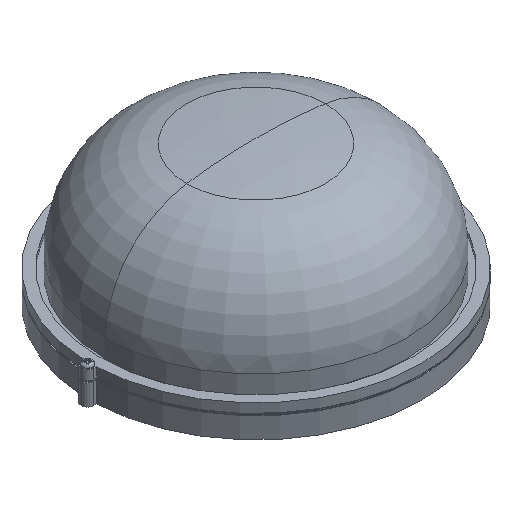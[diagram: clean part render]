
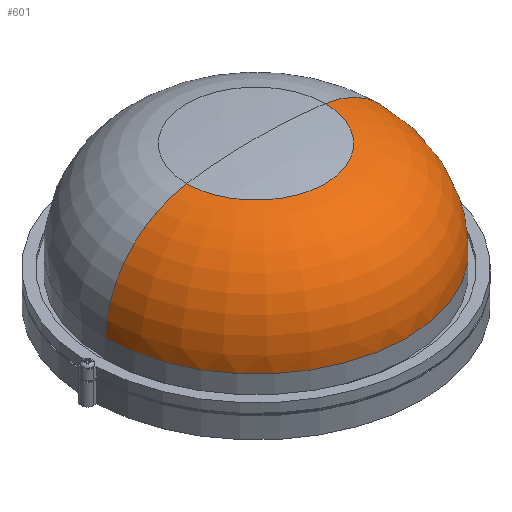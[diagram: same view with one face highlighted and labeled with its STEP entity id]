
A CAD part, isometric view. The second image highlights one B-rep face of the part: STEP entity #601.
In plain terms, the highlighted toroidal (fillet/blend) face has major radius 40.27 mm and minor radius 67.231 mm.
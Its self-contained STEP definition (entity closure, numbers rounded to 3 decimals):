
#1 = CARTESIAN_POINT ( 'NONE',  ( 40.269, 0., 33. ) ) ;
#6 = VERTEX_POINT ( 'NONE', #1315 ) ;
#16 = DIRECTION ( 'NONE',  ( 0., 0., -1. ) ) ;
#31 = CARTESIAN_POINT ( 'NONE',  ( 0., 0., 33. ) ) ;
#36 = CIRCLE ( 'NONE', #1741, 107.5 ) ;
#104 = CIRCLE ( 'NONE', #1939, 67.231 ) ;
#270 = ORIENTED_EDGE ( 'NONE', *, *, #1622, .T. ) ;
#274 = DIRECTION ( 'NONE',  ( -1., 0., 0. ) ) ;
#307 = DIRECTION ( 'NONE',  ( -1., 0., 0. ) ) ;
#498 = VERTEX_POINT ( 'NONE', #3180 ) ;
#509 = ORIENTED_EDGE ( 'NONE', *, *, #3314, .F. ) ;
#574 = AXIS2_PLACEMENT_3D ( 'NONE', #1931, #1152, #2202 ) ;
#601 = ADVANCED_FACE ( 'NONE', ( #1896 ), #2607, .T. ) ;
#770 = AXIS2_PLACEMENT_3D ( 'NONE', #2744, #1160, #2992 ) ;
#1152 = DIRECTION ( 'NONE',  ( 0., 0., -1. ) ) ;
#1160 = DIRECTION ( 'NONE',  ( 0., 0., -1. ) ) ;
#1295 = CARTESIAN_POINT ( 'NONE',  ( -49.473, 0., 99.598 ) ) ;
#1315 = CARTESIAN_POINT ( 'NONE',  ( 49.473, 0., 99.598 ) ) ;
#1387 = ORIENTED_EDGE ( 'NONE', *, *, #2841, .T. ) ;
#1572 = DIRECTION ( 'NONE',  ( 0., -1., 0. ) ) ;
#1622 = EDGE_CURVE ( 'NONE', #6, #1876, #1709, .T. ) ;
#1668 = ORIENTED_EDGE ( 'NONE', *, *, #1936, .F. ) ;
#1709 = CIRCLE ( 'NONE', #770, 49.473 ) ;
#1741 = AXIS2_PLACEMENT_3D ( 'NONE', #31, #1841, #307 ) ;
#1811 = DIRECTION ( 'NONE',  ( 0., 1., 0. ) ) ;
#1841 = DIRECTION ( 'NONE',  ( 0., 0., -1. ) ) ;
#1876 = VERTEX_POINT ( 'NONE', #1295 ) ;
#1896 = FACE_OUTER_BOUND ( 'NONE', #3201, .T. ) ;
#1931 = CARTESIAN_POINT ( 'NONE',  ( 0., 0., 33. ) ) ;
#1936 = EDGE_CURVE ( 'NONE', #2740, #498, #36, .T. ) ;
#1939 = AXIS2_PLACEMENT_3D ( 'NONE', #1, #1811, #274 ) ;
#2076 = AXIS2_PLACEMENT_3D ( 'NONE', #3133, #1572, #16 ) ;
#2184 = CIRCLE ( 'NONE', #2076, 67.231 ) ;
#2202 = DIRECTION ( 'NONE',  ( -1., 0., 0. ) ) ;
#2247 = CARTESIAN_POINT ( 'NONE',  ( 107.5, 0., 33. ) ) ;
#2607 = TOROIDAL_SURFACE ( 'NONE', #574, 40.269, 67.231 ) ;
#2740 = VERTEX_POINT ( 'NONE', #2247 ) ;
#2744 = CARTESIAN_POINT ( 'NONE',  ( 0., 0., 99.598 ) ) ;
#2841 = EDGE_CURVE ( 'NONE', #1876, #498, #2184, .T. ) ;
#2992 = DIRECTION ( 'NONE',  ( -1., 0., 0. ) ) ;
#3133 = CARTESIAN_POINT ( 'NONE',  ( -40.269, 0., 33. ) ) ;
#3180 = CARTESIAN_POINT ( 'NONE',  ( -107.5, 0., 33. ) ) ;
#3201 = EDGE_LOOP ( 'NONE', ( #509, #270, #1387, #1668 ) ) ;
#3314 = EDGE_CURVE ( 'NONE', #6, #2740, #104, .T. ) ;
